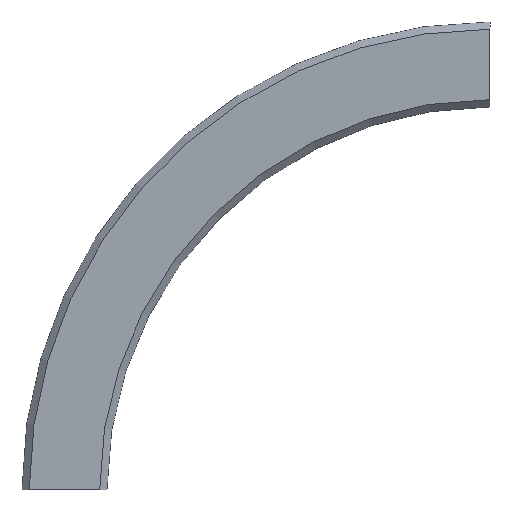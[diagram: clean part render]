
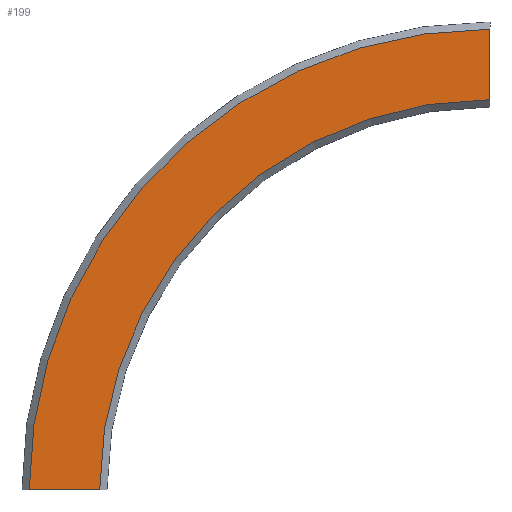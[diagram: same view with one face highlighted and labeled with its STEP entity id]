
A CAD part, front view. The second image highlights one B-rep face of the part: STEP entity #199.
In plain terms, the highlighted planar face has unit normal (0, -1, 0).
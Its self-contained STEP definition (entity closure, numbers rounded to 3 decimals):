
#17=PLANE('',#235);
#29=FACE_OUTER_BOUND('',#40,.T.);
#40=EDGE_LOOP('',(#152,#153,#154,#155));
#49=CIRCLE('',#232,107.5);
#51=CIRCLE('',#236,126.9);
#60=LINE('',#323,#78);
#68=LINE('',#339,#86);
#78=VECTOR('',#263,10.);
#86=VECTOR('',#273,10.);
#95=VERTEX_POINT('',#314);
#96=VERTEX_POINT('',#316);
#98=VERTEX_POINT('',#322);
#105=VERTEX_POINT('',#338);
#113=EDGE_CURVE('',#95,#96,#49,.T.);
#116=EDGE_CURVE('',#98,#96,#60,.T.);
#124=EDGE_CURVE('',#95,#105,#68,.T.);
#125=EDGE_CURVE('',#98,#105,#51,.T.);
#152=ORIENTED_EDGE('',*,*,#113,.F.);
#153=ORIENTED_EDGE('',*,*,#124,.T.);
#154=ORIENTED_EDGE('',*,*,#125,.F.);
#155=ORIENTED_EDGE('',*,*,#116,.T.);
#199=ADVANCED_FACE('',(#29),#17,.T.);
#232=AXIS2_PLACEMENT_3D('',#317,#256,#257);
#235=AXIS2_PLACEMENT_3D('',#337,#271,#272);
#236=AXIS2_PLACEMENT_3D('',#340,#274,#275);
#256=DIRECTION('center_axis',(0.,-1.,0.));
#257=DIRECTION('ref_axis',(-1.,0.,0.));
#263=DIRECTION('',(1.,0.,0.));
#271=DIRECTION('center_axis',(0.,-1.,0.));
#272=DIRECTION('ref_axis',(0.,0.,-1.));
#273=DIRECTION('',(0.,0.,1.));
#274=DIRECTION('center_axis',(0.,1.,0.));
#275=DIRECTION('ref_axis',(-1.,0.,0.));
#314=CARTESIAN_POINT('',(0.,-4.,107.5));
#316=CARTESIAN_POINT('',(-107.5,-4.,0.));
#317=CARTESIAN_POINT('Origin',(0.,-4.,0.));
#322=CARTESIAN_POINT('',(-126.9,-4.,0.));
#323=CARTESIAN_POINT('',(-128.9,-4.,0.));
#337=CARTESIAN_POINT('Origin',(-64.45,-4.,64.45));
#338=CARTESIAN_POINT('',(0.,-4.,126.9));
#339=CARTESIAN_POINT('',(0.,-4.,105.5));
#340=CARTESIAN_POINT('Origin',(0.,-4.,0.));
